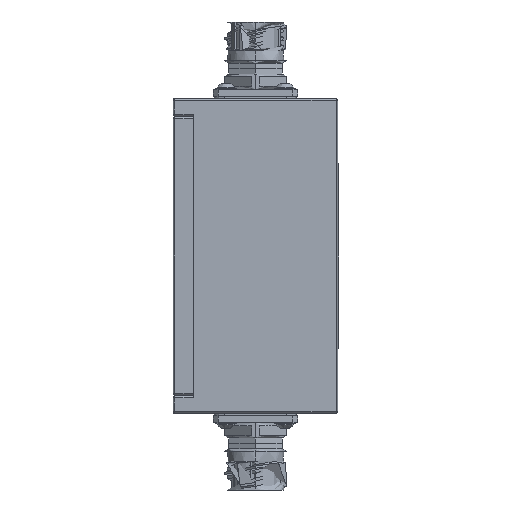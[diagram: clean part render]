
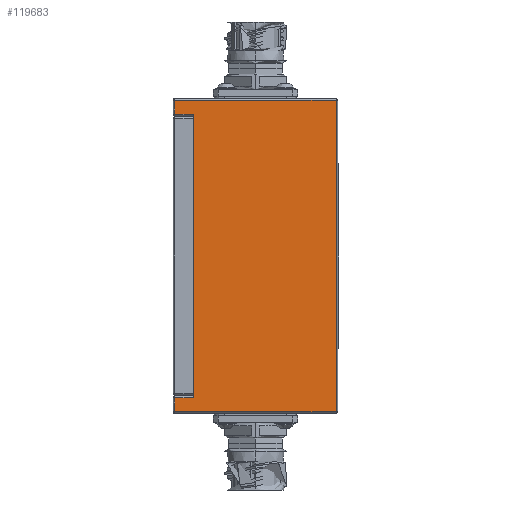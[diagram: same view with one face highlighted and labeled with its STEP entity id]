
A CAD part, left-side view. The second image highlights one B-rep face of the part: STEP entity #119683.
In plain terms, the highlighted planar face has unit normal (-1, 0, 0).
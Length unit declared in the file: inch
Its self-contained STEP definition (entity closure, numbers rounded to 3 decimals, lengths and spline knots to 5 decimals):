
#6432 = CARTESIAN_POINT ( 'NONE',  ( -1., 0.75625, -1.7225 ) ) ;
#7165 = ORIENTED_EDGE ( 'NONE', *, *, #87220, .T. ) ;
#7798 = CARTESIAN_POINT ( 'NONE',  ( -1., 1., 1.7225 ) ) ;
#10724 = EDGE_CURVE ( 'NONE', #101761, #24284, #41194, .T. ) ;
#11994 = CARTESIAN_POINT ( 'NONE',  ( -1., -0.98, -1.8925 ) ) ;
#13181 = DIRECTION ( 'NONE',  ( 0., 0., -1. ) ) ;
#14318 = CARTESIAN_POINT ( 'NONE',  ( -1., 0.98, 1.7225 ) ) ;
#19398 = LINE ( 'NONE', #84498, #90744 ) ;
#20244 = CARTESIAN_POINT ( 'NONE',  ( -1., 1., -1.8925 ) ) ;
#20504 = DIRECTION ( 'NONE',  ( 0., 1., 0. ) ) ;
#22434 = ORIENTED_EDGE ( 'NONE', *, *, #38252, .T. ) ;
#23329 = ORIENTED_EDGE ( 'NONE', *, *, #24921, .T. ) ;
#24284 = VERTEX_POINT ( 'NONE', #42755 ) ;
#24921 = EDGE_CURVE ( 'NONE', #47503, #56631, #64973, .T. ) ;
#25232 = VECTOR ( 'NONE', #28500, 39.37008 ) ;
#28500 = DIRECTION ( 'NONE',  ( 0., -1., 0. ) ) ;
#32019 = CARTESIAN_POINT ( 'NONE',  ( -1., 0.98, 1.9125 ) ) ;
#33807 = EDGE_LOOP ( 'NONE', ( #92069, #42396, #56184, #22434, #61236, #23329, #99284, #7165 ) ) ;
#38030 = CARTESIAN_POINT ( 'NONE',  ( -1., -0.98, 1.9125 ) ) ;
#38252 = EDGE_CURVE ( 'NONE', #102492, #78486, #19398, .T. ) ;
#41194 = LINE ( 'NONE', #32019, #87706 ) ;
#41916 = VECTOR ( 'NONE', #20504, 39.37008 ) ;
#42396 = ORIENTED_EDGE ( 'NONE', *, *, #61988, .T. ) ;
#42755 = CARTESIAN_POINT ( 'NONE',  ( -1., 0.98, -1.8925 ) ) ;
#46045 = VECTOR ( 'NONE', #80678, 39.37008 ) ;
#47503 = VERTEX_POINT ( 'NONE', #14318 ) ;
#47626 = VECTOR ( 'NONE', #70313, 39.37008 ) ;
#49977 = EDGE_CURVE ( 'NONE', #78486, #47503, #101477, .T. ) ;
#55193 = DIRECTION ( 'NONE',  ( 1., 0., 0. ) ) ;
#56184 = ORIENTED_EDGE ( 'NONE', *, *, #67485, .T. ) ;
#56631 = VERTEX_POINT ( 'NONE', #76644 ) ;
#56666 = DIRECTION ( 'NONE',  ( 0., 0., 1. ) ) ;
#59097 = LINE ( 'NONE', #117056, #72207 ) ;
#60219 = CARTESIAN_POINT ( 'NONE',  ( -1., -0.98, 1.8925 ) ) ;
#61236 = ORIENTED_EDGE ( 'NONE', *, *, #49977, .T. ) ;
#61296 = DIRECTION ( 'NONE',  ( 0., 0., 1. ) ) ;
#61988 = EDGE_CURVE ( 'NONE', #24284, #71280, #110546, .T. ) ;
#62489 = CARTESIAN_POINT ( 'NONE',  ( -1., 0.98, 1.8925 ) ) ;
#64191 = PLANE ( 'NONE',  #99744 ) ;
#64973 = LINE ( 'NONE', #7798, #46045 ) ;
#66957 = CARTESIAN_POINT ( 'NONE',  ( -1., 1., -1.7225 ) ) ;
#67485 = EDGE_CURVE ( 'NONE', #71280, #102492, #99337, .T. ) ;
#69216 = VERTEX_POINT ( 'NONE', #6432 ) ;
#70313 = DIRECTION ( 'NONE',  ( 0., 0., -1. ) ) ;
#71280 = VERTEX_POINT ( 'NONE', #11994 ) ;
#72207 = VECTOR ( 'NONE', #61296, 39.37008 ) ;
#73555 = CARTESIAN_POINT ( 'NONE',  ( -1., 1., 1.9125 ) ) ;
#74582 = VECTOR ( 'NONE', #56666, 39.37008 ) ;
#76644 = CARTESIAN_POINT ( 'NONE',  ( -1., 0.75625, 1.7225 ) ) ;
#78486 = VERTEX_POINT ( 'NONE', #62489 ) ;
#80678 = DIRECTION ( 'NONE',  ( 0., -1., 0. ) ) ;
#82862 = DIRECTION ( 'NONE',  ( 0., 1., 0. ) ) ;
#82960 = CARTESIAN_POINT ( 'NONE',  ( -1., 0.98, -1.7225 ) ) ;
#84498 = CARTESIAN_POINT ( 'NONE',  ( -1., 0.98, 1.8925 ) ) ;
#85528 = LINE ( 'NONE', #66957, #41916 ) ;
#87220 = EDGE_CURVE ( 'NONE', #69216, #101761, #85528, .T. ) ;
#87706 = VECTOR ( 'NONE', #13181, 39.37008 ) ;
#89150 = FACE_OUTER_BOUND ( 'NONE', #33807, .T. ) ;
#90744 = VECTOR ( 'NONE', #93484, 39.37008 ) ;
#92069 = ORIENTED_EDGE ( 'NONE', *, *, #10724, .T. ) ;
#93484 = DIRECTION ( 'NONE',  ( 0., 1., 0. ) ) ;
#99284 = ORIENTED_EDGE ( 'NONE', *, *, #109311, .F. ) ;
#99337 = LINE ( 'NONE', #38030, #74582 ) ;
#99744 = AXIS2_PLACEMENT_3D ( 'NONE', #73555, #55193, #82862 ) ;
#101477 = LINE ( 'NONE', #106926, #47626 ) ;
#101761 = VERTEX_POINT ( 'NONE', #82960 ) ;
#102492 = VERTEX_POINT ( 'NONE', #60219 ) ;
#106926 = CARTESIAN_POINT ( 'NONE',  ( -1., 0.98, 1.9125 ) ) ;
#109311 = EDGE_CURVE ( 'NONE', #69216, #56631, #59097, .T. ) ;
#110546 = LINE ( 'NONE', #20244, #25232 ) ;
#117056 = CARTESIAN_POINT ( 'NONE',  ( -1., 0.75625, -1.7025 ) ) ;
#119683 = ADVANCED_FACE ( 'NONE', ( #89150 ), #64191, .F. ) ;
